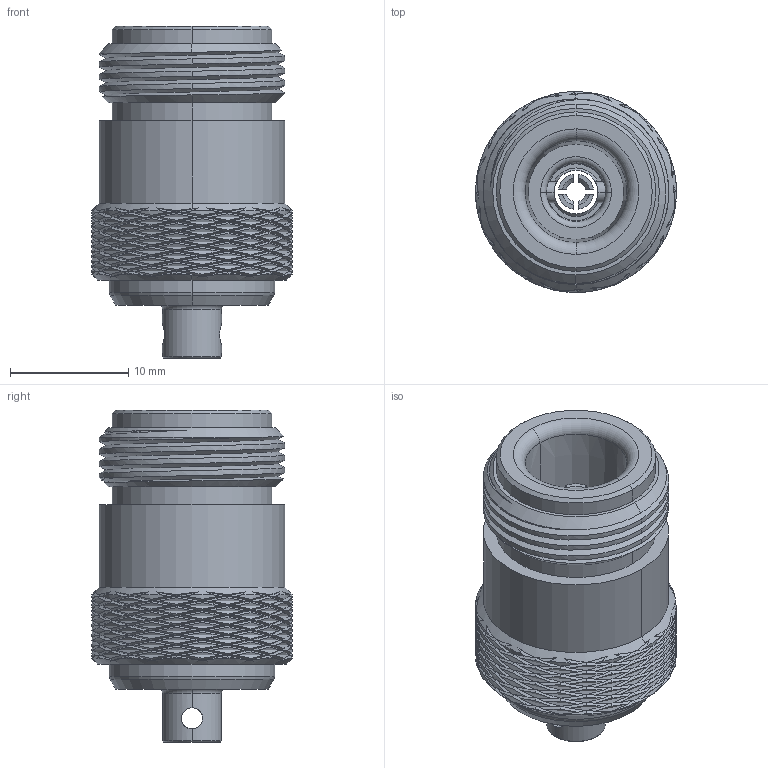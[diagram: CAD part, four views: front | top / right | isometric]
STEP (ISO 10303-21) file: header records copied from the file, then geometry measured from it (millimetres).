
FILE_DESCRIPTION (( 'STEP AP214' ), '1' );
FILE_NAME ('25-063-B3-HB.STEP', '2025-02-27T10:03:43', ( '' ), ( '' ), 'SwSTEP 2.0', 'SolidWorks 2024', '' );
FILE_SCHEMA (( 'AUTOMOTIVE_DESIGN' ));
Products named in the file (1): 25-063-B3-HB
Bounding box: 17 x 17 x 28.1 mm (x, y, z)
Surface area: 2280 mm2 (no closed solid volume)
Topology: 0 solids, 6 shells, 992 faces, 2518 edges, 1529 vertices
Faces by surface type: bspline 718, cylinder 205, cone 44, plane 19, torus 6
Entity records: 120461 total; most frequent: CARTESIAN_POINT 105642, ORIENTED_EDGE 4578, EDGE_CURVE 2518, VERTEX_POINT 1529, DIRECTION 1150, EDGE_LOOP 999, ADVANCED_FACE 992, FACE_OUTER_BOUND 992
